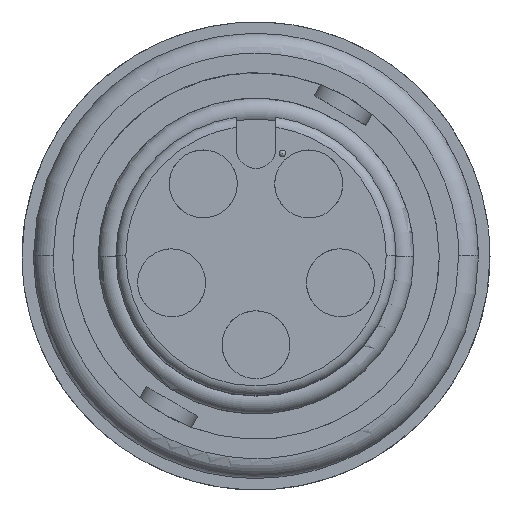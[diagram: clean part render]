
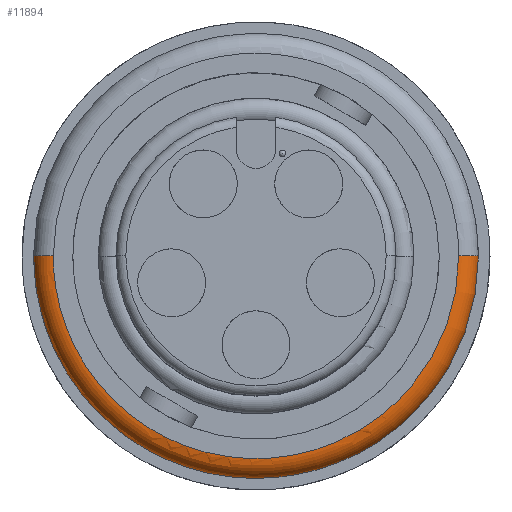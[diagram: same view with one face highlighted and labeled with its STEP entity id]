
A CAD part, top view. The second image highlights one B-rep face of the part: STEP entity #11894.
In plain terms, the highlighted toroidal (fillet/blend) face has major radius 7.811 mm and minor radius 0.762 mm.
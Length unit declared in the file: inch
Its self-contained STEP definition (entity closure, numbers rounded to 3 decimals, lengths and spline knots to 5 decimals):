
#1182 = EDGE_CURVE ( 'NONE', #23516, #23477, #3503, .T. ) ;
#1243 = EDGE_CURVE ( 'NONE', #23477, #23415, #12122, .T. ) ;
#1326 = EDGE_CURVE ( 'NONE', #23415, #23202, #3700, .T. ) ;
#1344 = EDGE_CURVE ( 'NONE', #23202, #22854, #3731, .T. ) ;
#1348 = EDGE_CURVE ( 'NONE', #23439, #22854, #11457, .T. ) ;
#2957 = CARTESIAN_POINT ( 'NONE',  ( 0.3075, 0., 0.174 ) ) ;
#2964 = CARTESIAN_POINT ( 'NONE',  ( 0.3075, -0.02683, 0.174 ) ) ;
#2965 = CARTESIAN_POINT ( 'NONE',  ( 0.30397, -0.05367, 0.174 ) ) ;
#2966 = CARTESIAN_POINT ( 'NONE',  ( 0.29008, -0.10551, 0.174 ) ) ;
#2967 = CARTESIAN_POINT ( 'NONE',  ( 0.27972, -0.13051, 0.174 ) ) ;
#2968 = CARTESIAN_POINT ( 'NONE',  ( 0.2663, -0.15375, 0.174 ) ) ;
#3503 = B_SPLINE_CURVE_WITH_KNOTS ( 'NONE', 3,
 ( #12844, #12845, #12846, #12847, #12848, #12849, #12850, #12851, #12852, #12853, #12854, #12855, #12856, #12857, #12858, #12859, #12860, #12861 ),
 .UNSPECIFIED., .F., .F.,
 ( 4, 2, 2, 2, 2, 2, 2, 2, 4 ),
 ( 0., 0.10417, 0.20833, 0.3125, 0.41667, 0.52083, 0.625, 0.72917, 0.83333 ),
 .UNSPECIFIED. ) ;
#3700 = B_SPLINE_CURVE_WITH_KNOTS ( 'NONE', 3,
 ( #5042, #5043, #5044, #5045, #5046, #5047, #5048, #5049, #5050, #5051, #5052, #5053, #5054, #5055, #5056, #5057, #5058, #5059 ),
 .UNSPECIFIED., .F., .F.,
 ( 4, 2, 2, 2, 2, 2, 2, 2, 4 ),
 ( 0.16667, 0.27083, 0.375, 0.47917, 0.58333, 0.6875, 0.79167, 0.89583, 1. ),
 .UNSPECIFIED. ) ;
#3731 = B_SPLINE_CURVE_WITH_KNOTS ( 'NONE', 3,
 ( #5423, #5424, #5425, #5426, #5427, #5428 ),
 .UNSPECIFIED., .F., .F.,
 ( 4, 2, 4 ),
 ( 0., 0.08333, 0.16667 ),
 .UNSPECIFIED. ) ;
#5042 = CARTESIAN_POINT ( 'NONE',  ( -0.3375, 0., 0.144 ) ) ;
#5043 = CARTESIAN_POINT ( 'NONE',  ( -0.3375, -0.03682, 0.144 ) ) ;
#5044 = CARTESIAN_POINT ( 'NONE',  ( -0.33142, -0.07362, 0.144 ) ) ;
#5045 = CARTESIAN_POINT ( 'NONE',  ( -0.30775, -0.14335, 0.144 ) ) ;
#5046 = CARTESIAN_POINT ( 'NONE',  ( -0.29017, -0.17625, 0.144 ) ) ;
#5047 = CARTESIAN_POINT ( 'NONE',  ( -0.24534, -0.23466, 0.144 ) ) ;
#5048 = CARTESIAN_POINT ( 'NONE',  ( -0.21812, -0.26017, 0.144 ) ) ;
#5049 = CARTESIAN_POINT ( 'NONE',  ( -0.15689, -0.30107, 0.144 ) ) ;
#5050 = CARTESIAN_POINT ( 'NONE',  ( -0.12291, -0.31647, 0.144 ) ) ;
#5051 = CARTESIAN_POINT ( 'NONE',  ( -0.05179, -0.33553, 0.144 ) ) ;
#5052 = CARTESIAN_POINT ( 'NONE',  ( -0.01466, -0.33919, 0.144 ) ) ;
#5053 = CARTESIAN_POINT ( 'NONE',  ( 0.05881, -0.33437, 0.144 ) ) ;
#5054 = CARTESIAN_POINT ( 'NONE',  ( 0.09514, -0.3259, 0.144 ) ) ;
#5055 = CARTESIAN_POINT ( 'NONE',  ( 0.16317, -0.29772, 0.144 ) ) ;
#5056 = CARTESIAN_POINT ( 'NONE',  ( 0.19485, -0.27802, 0.144 ) ) ;
#5057 = CARTESIAN_POINT ( 'NONE',  ( 0.25021, -0.22947, 0.144 ) ) ;
#5058 = CARTESIAN_POINT ( 'NONE',  ( 0.27388, -0.20063, 0.144 ) ) ;
#5059 = CARTESIAN_POINT ( 'NONE',  ( 0.29228, -0.16875, 0.144 ) ) ;
#5423 = CARTESIAN_POINT ( 'NONE',  ( 0.29228, -0.16875, 0.144 ) ) ;
#5424 = CARTESIAN_POINT ( 'NONE',  ( 0.30701, -0.14324, 0.144 ) ) ;
#5425 = CARTESIAN_POINT ( 'NONE',  ( 0.31838, -0.1158, 0.144 ) ) ;
#5426 = CARTESIAN_POINT ( 'NONE',  ( 0.33362, -0.0589, 0.144 ) ) ;
#5427 = CARTESIAN_POINT ( 'NONE',  ( 0.3375, -0.02945, 0.144 ) ) ;
#5428 = CARTESIAN_POINT ( 'NONE',  ( 0.3375, 0., 0.144 ) ) ;
#5443 = CARTESIAN_POINT ( 'NONE',  ( 0.3075, 0., 0.144 ) ) ;
#5444 = DIRECTION ( 'NONE',  ( 0., 1., 0. ) ) ;
#5445 = DIRECTION ( 'NONE',  ( 0., 0., 1. ) ) ;
#7041 = TOROIDAL_SURFACE ( 'NONE', #18499, 0.3075, 0.03 ) ;
#9473 = ORIENTED_EDGE ( 'NONE', *, *, #1344, .T. ) ;
#9529 = ORIENTED_EDGE ( 'NONE', *, *, #1243, .T. ) ;
#9578 = ORIENTED_EDGE ( 'NONE', *, *, #1348, .F. ) ;
#9614 = ORIENTED_EDGE ( 'NONE', *, *, #11628, .T. ) ;
#9654 = ORIENTED_EDGE ( 'NONE', *, *, #1326, .T. ) ;
#9683 = ORIENTED_EDGE ( 'NONE', *, *, #1182, .T. ) ;
#10358 = B_SPLINE_CURVE_WITH_KNOTS ( 'NONE', 3,
 ( #2957, #2964, #2965, #2966, #2967, #2968 ),
 .UNSPECIFIED., .F., .F.,
 ( 4, 2, 4 ),
 ( 0.83333, 0.91667, 1. ),
 .UNSPECIFIED. ) ;
#10683 = EDGE_LOOP ( 'NONE', ( #9578, #9614, #9683, #9529, #9654, #9473 ) ) ;
#11457 = CIRCLE ( 'NONE', #12406, 0.03 ) ;
#11628 = EDGE_CURVE ( 'NONE', #23439, #23516, #10358, .T. ) ;
#11894 = ADVANCED_FACE ( 'NONE', ( #18476 ), #7041, .T. ) ;
#12122 = CIRCLE ( 'NONE', #12486, 0.03 ) ;
#12406 = AXIS2_PLACEMENT_3D ( 'NONE', #5443, #5444, #5445 ) ;
#12486 = AXIS2_PLACEMENT_3D ( 'NONE', #21552, #21420, #21816 ) ;
#12844 = CARTESIAN_POINT ( 'NONE',  ( 0.2663, -0.15375, 0.174 ) ) ;
#12845 = CARTESIAN_POINT ( 'NONE',  ( 0.24953, -0.1828, 0.174 ) ) ;
#12846 = CARTESIAN_POINT ( 'NONE',  ( 0.22797, -0.20907, 0.174 ) ) ;
#12847 = CARTESIAN_POINT ( 'NONE',  ( 0.17753, -0.25331, 0.174 ) ) ;
#12848 = CARTESIAN_POINT ( 'NONE',  ( 0.14866, -0.27126, 0.174 ) ) ;
#12849 = CARTESIAN_POINT ( 'NONE',  ( 0.08669, -0.29693, 0.174 ) ) ;
#12850 = CARTESIAN_POINT ( 'NONE',  ( 0.05358, -0.30465, 0.174 ) ) ;
#12851 = CARTESIAN_POINT ( 'NONE',  ( -0.01336, -0.30904, 0.174 ) ) ;
#12852 = CARTESIAN_POINT ( 'NONE',  ( -0.04719, -0.3057, 0.174 ) ) ;
#12853 = CARTESIAN_POINT ( 'NONE',  ( -0.11199, -0.28834, 0.174 ) ) ;
#12854 = CARTESIAN_POINT ( 'NONE',  ( -0.14295, -0.27431, 0.174 ) ) ;
#12855 = CARTESIAN_POINT ( 'NONE',  ( -0.19873, -0.23704, 0.174 ) ) ;
#12856 = CARTESIAN_POINT ( 'NONE',  ( -0.22354, -0.21381, 0.174 ) ) ;
#12857 = CARTESIAN_POINT ( 'NONE',  ( -0.26438, -0.16058, 0.174 ) ) ;
#12858 = CARTESIAN_POINT ( 'NONE',  ( -0.2804, -0.13061, 0.174 ) ) ;
#12859 = CARTESIAN_POINT ( 'NONE',  ( -0.30196, -0.06708, 0.174 ) ) ;
#12860 = CARTESIAN_POINT ( 'NONE',  ( -0.3075, -0.03354, 0.174 ) ) ;
#12861 = CARTESIAN_POINT ( 'NONE',  ( -0.3075, 0., 0.174 ) ) ;
#13547 = CARTESIAN_POINT ( 'NONE',  ( 0.3375, 0., 0.144 ) ) ;
#13779 = CARTESIAN_POINT ( 'NONE',  ( 0.29228, -0.16875, 0.144 ) ) ;
#13916 = CARTESIAN_POINT ( 'NONE',  ( -0.3375, 0., 0.144 ) ) ;
#13934 = CARTESIAN_POINT ( 'NONE',  ( 0.3075, 0., 0.174 ) ) ;
#13957 = CARTESIAN_POINT ( 'NONE',  ( -0.3075, 0., 0.174 ) ) ;
#13983 = CARTESIAN_POINT ( 'NONE',  ( 0.2663, -0.15375, 0.174 ) ) ;
#18164 = CARTESIAN_POINT ( 'NONE',  ( 0., 0., 0.144 ) ) ;
#18165 = DIRECTION ( 'NONE',  ( 0., 0., -1. ) ) ;
#18166 = DIRECTION ( 'NONE',  ( -1., 0., 0. ) ) ;
#18476 = FACE_OUTER_BOUND ( 'NONE', #10683, .T. ) ;
#18499 = AXIS2_PLACEMENT_3D ( 'NONE', #18164, #18165, #18166 ) ;
#21420 = DIRECTION ( 'NONE',  ( 0., -1., 0. ) ) ;
#21552 = CARTESIAN_POINT ( 'NONE',  ( -0.3075, 0., 0.144 ) ) ;
#21816 = DIRECTION ( 'NONE',  ( 0., 0., -1. ) ) ;
#22854 = VERTEX_POINT ( 'NONE', #13547 ) ;
#23202 = VERTEX_POINT ( 'NONE', #13779 ) ;
#23415 = VERTEX_POINT ( 'NONE', #13916 ) ;
#23439 = VERTEX_POINT ( 'NONE', #13934 ) ;
#23477 = VERTEX_POINT ( 'NONE', #13957 ) ;
#23516 = VERTEX_POINT ( 'NONE', #13983 ) ;
